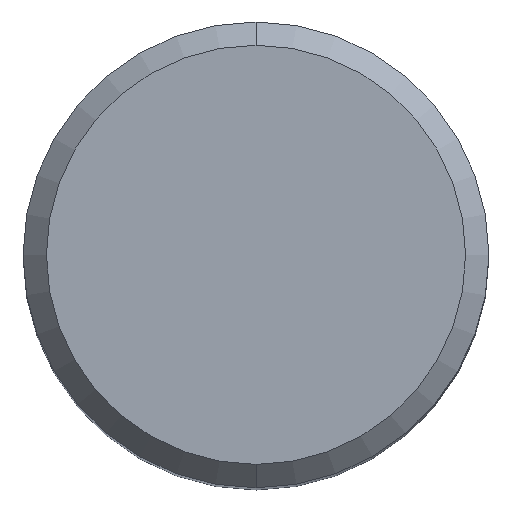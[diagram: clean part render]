
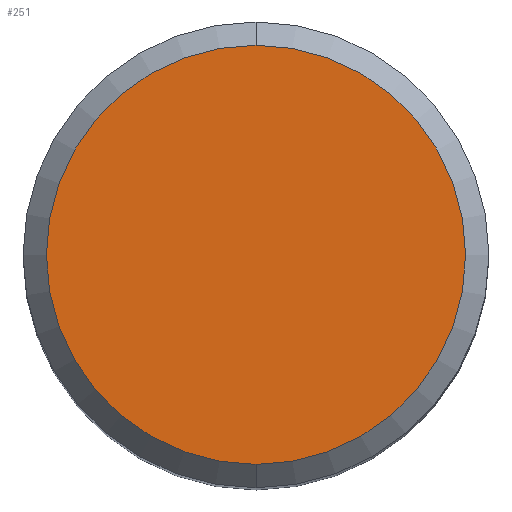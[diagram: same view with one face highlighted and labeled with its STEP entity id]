
A CAD part, top view. The second image highlights one B-rep face of the part: STEP entity #251.
In plain terms, the highlighted planar face has unit normal (0, 0, 1).
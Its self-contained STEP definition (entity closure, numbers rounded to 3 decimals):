
#173=EDGE_CURVE('',#363,#421,#472,.T.);
#251=ADVANCED_FACE('',(#556),#557,.T.);
#363=VERTEX_POINT('',#684);
#375=EDGE_CURVE('',#421,#363,#697,.T.);
#421=VERTEX_POINT('',#746);
#472=CIRCLE('',#793,7.2);
#556=FACE_OUTER_BOUND('',#971,.T.);
#557=PLANE('',#972);
#684=CARTESIAN_POINT('',(0.0,7.2,0.0));
#697=CIRCLE('',#1240,7.2);
#746=CARTESIAN_POINT('',(0.,-7.2,0.0));
#793=AXIS2_PLACEMENT_3D('',#1475,#1476,#1477);
#971=EDGE_LOOP('',(#1555,#1556));
#972=AXIS2_PLACEMENT_3D('',#1557,#1558,#1559);
#1240=AXIS2_PLACEMENT_3D('',#1737,#1738,#1739);
#1475=CARTESIAN_POINT('',(0.0,0.0,0.0));
#1476=DIRECTION('',(0.0,0.0,-1.0));
#1477=DIRECTION('',(0.0,1.0,0.0));
#1555=ORIENTED_EDGE('',*,*,#173,.F.);
#1556=ORIENTED_EDGE('',*,*,#375,.F.);
#1557=CARTESIAN_POINT('',(0.0,3.6,0.0));
#1558=DIRECTION('',(-0.0,0.0,1.0));
#1559=DIRECTION('',(0.0,-1.0,0.0));
#1737=CARTESIAN_POINT('',(0.0,0.0,0.0));
#1738=DIRECTION('',(0.0,0.0,-1.0));
#1739=DIRECTION('',(0.0,1.0,0.0));
